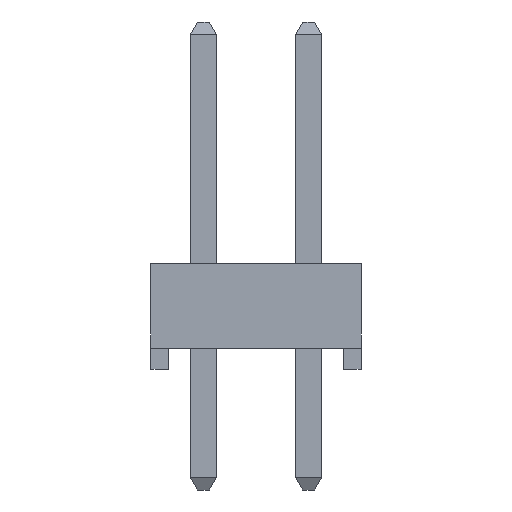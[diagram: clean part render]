
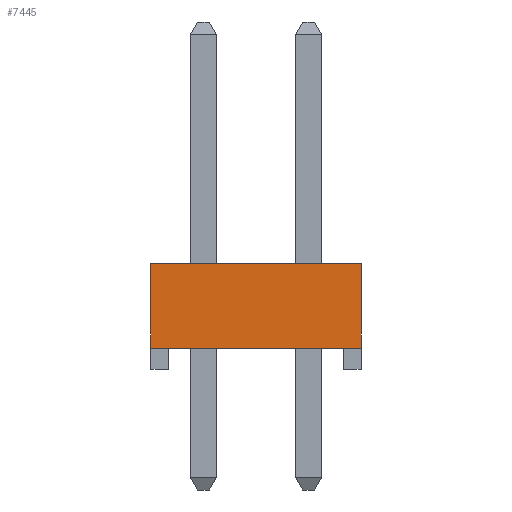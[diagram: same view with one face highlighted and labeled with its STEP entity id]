
A CAD part, left-side view. The second image highlights one B-rep face of the part: STEP entity #7445.
In plain terms, the highlighted planar face has unit normal (-1, 0, 0).
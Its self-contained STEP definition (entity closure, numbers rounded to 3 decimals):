
#75=FACE_OUTER_BOUND($,#557,.T.);
#557=EDGE_LOOP($,(#4904,#4905,#4906,#4907));
#1052=LINE($,#10565,#2104);
#1064=LINE($,#10590,#2116);
#1065=LINE($,#10591,#2117);
#1066=LINE($,#10592,#2118);
#2104=VECTOR($,#8541,5.08);
#2116=VECTOR($,#8555,5.08);
#2117=VECTOR($,#8556,2.032);
#2118=VECTOR($,#8557,2.032);
#3148=VERTEX_POINT($,#10562);
#3149=VERTEX_POINT($,#10564);
#3160=VERTEX_POINT($,#10588);
#3161=VERTEX_POINT($,#10589);
#3820=EDGE_CURVE($,#3148,#3149,#1052,.T.);
#3832=EDGE_CURVE($,#3160,#3161,#1064,.T.);
#3833=EDGE_CURVE($,#3149,#3161,#1065,.T.);
#3834=EDGE_CURVE($,#3160,#3148,#1066,.T.);
#4904=ORIENTED_EDGE($,*,*,#3832,.T.);
#4905=ORIENTED_EDGE($,*,*,#3833,.F.);
#4906=ORIENTED_EDGE($,*,*,#3820,.F.);
#4907=ORIENTED_EDGE($,*,*,#3834,.F.);
#6963=PLANE($,#8022);
#7445=ADVANCED_FACE($,(#75),#6963,.F.);
#8022=AXIS2_PLACEMENT_3D($,#10587,#8553,#8554);
#8541=DIRECTION($,(0.,1.,0.));
#8553=DIRECTION('center_axis',(1.,0.,0.));
#8554=DIRECTION('ref_axis',(0.,1.,0.));
#8555=DIRECTION($,(0.,1.,0.));
#8556=DIRECTION($,(0.,0.,1.));
#8557=DIRECTION($,(0.,0.,-1.));
#10562=CARTESIAN_POINT('',(-8.89,-2.54,0.508));
#10564=CARTESIAN_POINT('',(-8.89,2.54,0.508));
#10565=CARTESIAN_POINT($,(-8.89,0.,0.508));
#10587=CARTESIAN_POINT('Origin',(-8.89,0.,1.524));
#10588=CARTESIAN_POINT('',(-8.89,-2.54,2.54));
#10589=CARTESIAN_POINT('',(-8.89,2.54,2.54));
#10590=CARTESIAN_POINT($,(-8.89,0.,2.54));
#10591=CARTESIAN_POINT($,(-8.89,2.54,1.524));
#10592=CARTESIAN_POINT($,(-8.89,-2.54,1.524));
